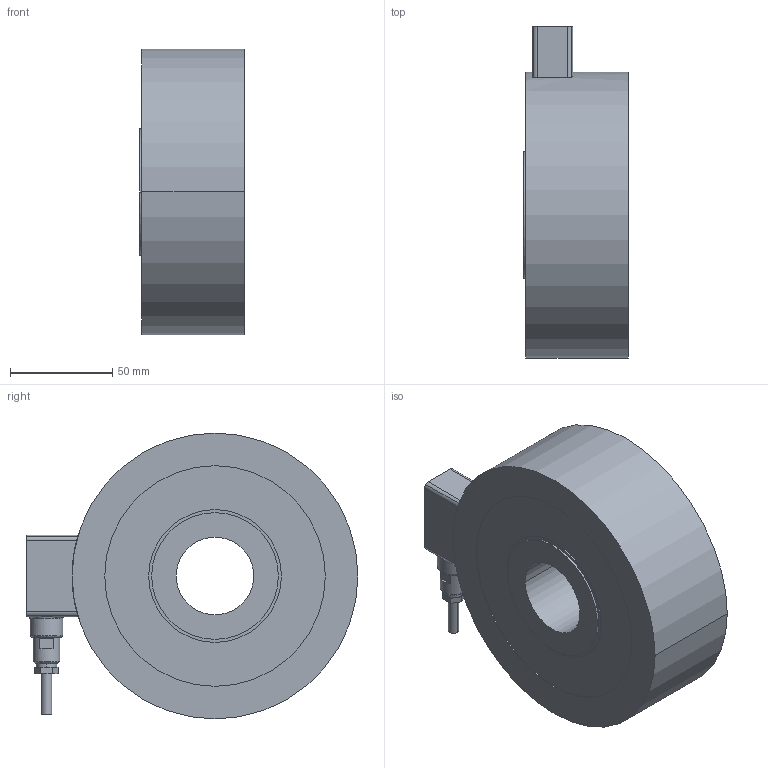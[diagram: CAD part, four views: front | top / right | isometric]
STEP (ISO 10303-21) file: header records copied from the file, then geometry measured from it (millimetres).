
FILE_DESCRIPTION(('STEP AP214'),'1');
FILE_NAME('C10_140.stp','2015-05-18T06:42:58',(' '),(' '),'Spatial InterOp 3D',' ',' ');
FILE_SCHEMA(('automotive_design'));
Length unit declared in the file: metre
Products named in the file (1): Componente1
Bounding box: 51 x 162.54 x 140 mm (x, y, z)
Volume: 637549.4 mm3; surface area: 70641.5 mm2
Topology: 1 solids, 2 shells, 262 faces, 666 edges, 441 vertices
Faces by surface type: plane 164, extrusion 44, cylinder 34, torus 12, cone 6, bspline 2
Entity records: 10849 total; most frequent: CARTESIAN_POINT 2505, ORIENTED_EDGE 1332, DIRECTION 1135, EDGE_CURVE 666, VECTOR 495, LINE 451, VERTEX_POINT 441, AXIS2_PLACEMENT_3D 320
